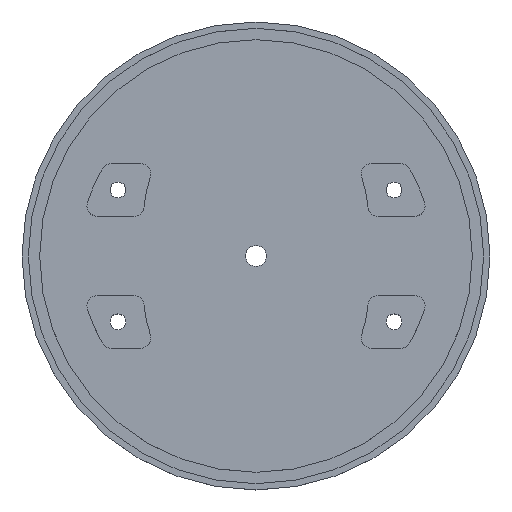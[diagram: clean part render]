
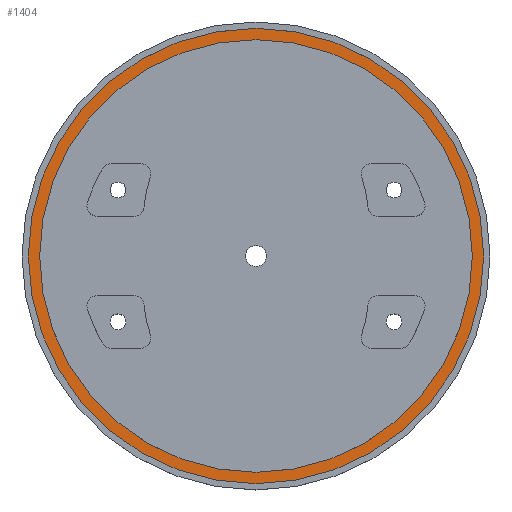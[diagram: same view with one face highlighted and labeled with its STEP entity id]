
A CAD part, top view. The second image highlights one B-rep face of the part: STEP entity #1404.
In plain terms, the highlighted planar face has unit normal (0, 0, 1).
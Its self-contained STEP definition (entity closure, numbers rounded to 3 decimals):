
#28=FACE_BOUND('',#241,.T.);
#76=PLANE('',#1561);
#151=FACE_OUTER_BOUND('',#240,.T.);
#240=EDGE_LOOP('',(#1266));
#241=EDGE_LOOP('',(#1267));
#571=CIRCLE('',#1557,41.);
#573=CIRCLE('',#1560,43.15);
#704=VERTEX_POINT('',#2376);
#706=VERTEX_POINT('',#2382);
#899=EDGE_CURVE('',#704,#704,#571,.T.);
#902=EDGE_CURVE('',#706,#706,#573,.T.);
#1266=ORIENTED_EDGE('',*,*,#902,.F.);
#1267=ORIENTED_EDGE('',*,*,#899,.F.);
#1404=ADVANCED_FACE('',(#151,#28),#76,.T.);
#1557=AXIS2_PLACEMENT_3D('',#2378,#1965,#1966);
#1560=AXIS2_PLACEMENT_3D('',#2384,#1972,#1973);
#1561=AXIS2_PLACEMENT_3D('',#2385,#1974,#1975);
#1965=DIRECTION('center_axis',(0.,0.,1.));
#1966=DIRECTION('ref_axis',(-1.,0.,0.));
#1972=DIRECTION('center_axis',(0.,0.,-1.));
#1973=DIRECTION('ref_axis',(-1.,0.,0.));
#1974=DIRECTION('center_axis',(0.,0.,1.));
#1975=DIRECTION('ref_axis',(-1.,0.,0.));
#2376=CARTESIAN_POINT('',(41.,0.,1.5));
#2378=CARTESIAN_POINT('Origin',(0.,0.,1.5));
#2382=CARTESIAN_POINT('',(43.15,0.,1.5));
#2384=CARTESIAN_POINT('Origin',(0.,0.,1.5));
#2385=CARTESIAN_POINT('Origin',(0.,0.,1.5));
